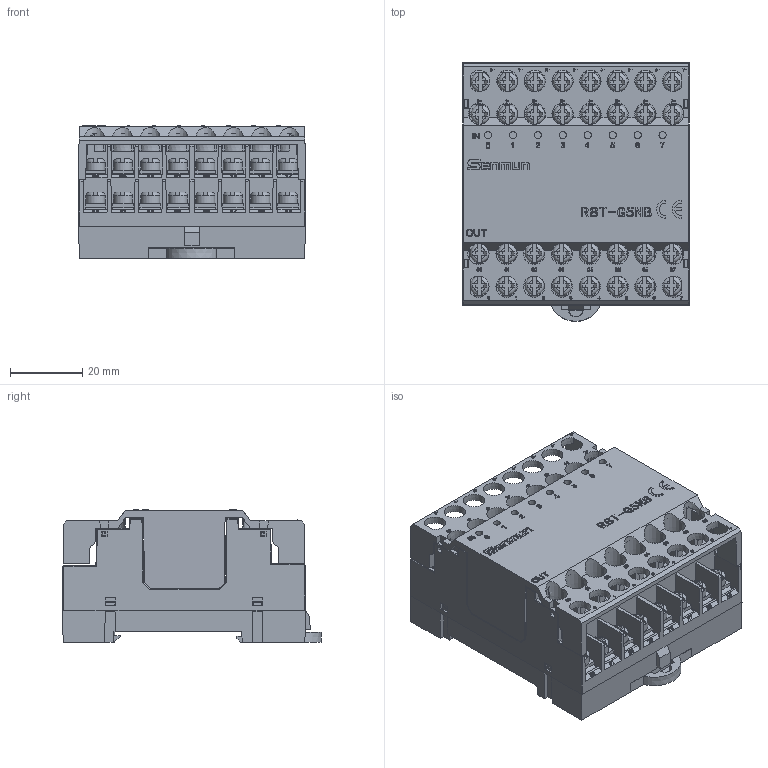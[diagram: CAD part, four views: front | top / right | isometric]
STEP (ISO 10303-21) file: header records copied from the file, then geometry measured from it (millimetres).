
FILE_DESCRIPTION(/* description */ (''),/* implementation_level */ '2;1');
FILE_NAME(/* name */ '',/* time_stamp */ '2025-05-30T13:47:48+08:00',/* author */ (''),/* organization */ (''),/* preprocessor_version */ 'ST-DEVELOPER v14',/* originating_system */ 'SIEMENS PLM Software NX 8.0',/* authorisation */ '');
FILE_SCHEMA (('AUTOMOTIVE_DESIGN { 1 0 10303 214 3 1 1 1 }'));
Products named in the file (1): DELL6BFCF5811van
Bounding box: 62.76 x 71.69 x 36.77 mm (x, y, z)
Volume: 81004.8 mm3; surface area: 44116.7 mm2
Topology: 1 solids, 44 shells, 4304 faces, 11298 edges, 7401 vertices
Faces by surface type: plane 3495, cylinder 375, extrusion 308, cone 79, torus 32, bspline 15
Full cylindrical faces by diameter (mm): 0.796 x16, 1.99 x32, 5.274 x32
Entity records: 148222 total; most frequent: CARTESIAN_POINT 41923, ORIENTED_EDGE 22140, DIRECTION 19592, EDGE_CURVE 11070, VECTOR 9088, LINE 8780, VERTEX_POINT 7342, AXIS2_PLACEMENT_3D 5252
